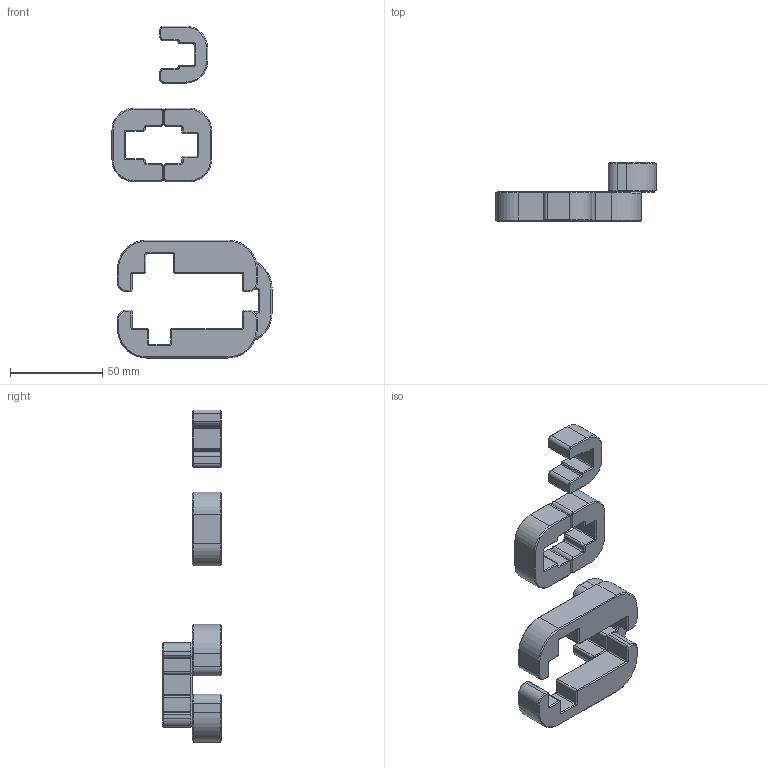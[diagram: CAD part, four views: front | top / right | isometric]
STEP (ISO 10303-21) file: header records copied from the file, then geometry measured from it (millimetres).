
FILE_DESCRIPTION(/* description */ (''),/* implementation_level */ '2;1');
FILE_NAME(/* name */ 'A-MGN12_15_Alignment-F.stp',/* time_stamp */ '2020-10-15T15:40:05-07:00',/* author */ (''),/* organization */ (''),/* preprocessor_version */ 'ST-DEVELOPER v18.1',/* originating_system */ 'Autodesk Translation Framework v9.3.0.1241',/* authorisation */ '');
FILE_SCHEMA (('AUTOMOTIVE_DESIGN { 1 0 10303 214 3 1 1 }'));
Length unit declared in the file: millimetre
Products named in the file (1): Alignment Jigs
Bounding box: 86.9 x 32 x 180.15 mm (x, y, z)
Volume: 78444.9 mm3; surface area: 26057.1 mm2
Topology: 6 solids, 6 shells, 444 faces, 1008 edges, 572 vertices
Faces by surface type: plane 228, cone 144, cylinder 72
Entity records: 12071 total; most frequent: DIRECTION 2178, CARTESIAN_POINT 2021, ORIENTED_EDGE 2008, EDGE_CURVE 1004, AXIS2_PLACEMENT_3D 729, LINE 720, VECTOR 720, VERTEX_POINT 572
